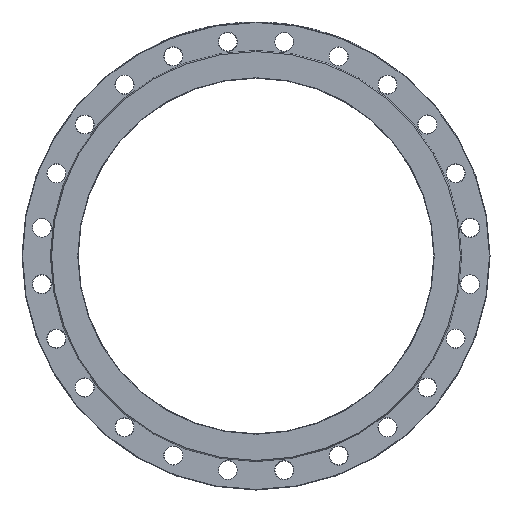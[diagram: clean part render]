
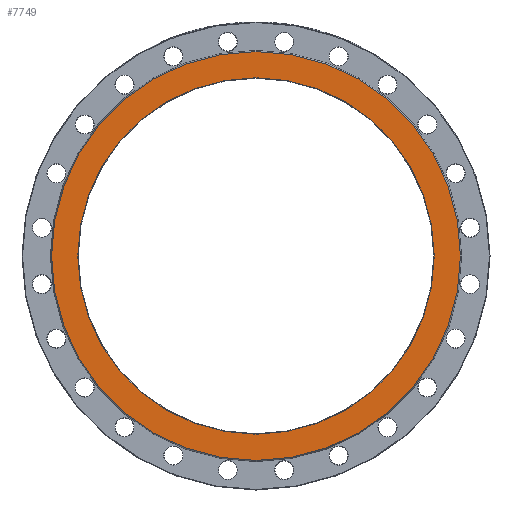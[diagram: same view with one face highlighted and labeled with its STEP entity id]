
A CAD part, left-side view. The second image highlights one B-rep face of the part: STEP entity #7749.
In plain terms, the highlighted planar face has unit normal (-1, 0, 0).
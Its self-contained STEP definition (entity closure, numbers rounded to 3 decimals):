
#416 = EDGE_CURVE ( 'NONE', #6455, #6455, #2752, .T. ) ;
#789 = DIRECTION ( 'NONE',  ( 0., 0., 1. ) ) ;
#840 = VERTEX_POINT ( 'NONE', #1004 ) ;
#1004 = CARTESIAN_POINT ( 'NONE',  ( 0., 0., 397.5 ) ) ;
#1026 = FACE_BOUND ( 'NONE', #3969, .T. ) ;
#1079 = DIRECTION ( 'NONE',  ( 1., 0., 0. ) ) ;
#1529 = CARTESIAN_POINT ( 'NONE',  ( 0., 0., -346.6 ) ) ;
#1765 = FACE_OUTER_BOUND ( 'NONE', #3472, .T. ) ;
#1908 = CARTESIAN_POINT ( 'NONE',  ( 0., 0., 0. ) ) ;
#2499 = CARTESIAN_POINT ( 'NONE',  ( 0., 0., 0. ) ) ;
#2752 = CIRCLE ( 'NONE', #10089, 346.6 ) ;
#3155 = EDGE_CURVE ( 'NONE', #840, #840, #8970, .T. ) ;
#3472 = EDGE_LOOP ( 'NONE', ( #9445 ) ) ;
#3969 = EDGE_LOOP ( 'NONE', ( #4741 ) ) ;
#4284 = DIRECTION ( 'NONE',  ( 0., 0., -1. ) ) ;
#4740 = DIRECTION ( 'NONE',  ( -1., 0., 0. ) ) ;
#4741 = ORIENTED_EDGE ( 'NONE', *, *, #416, .T. ) ;
#4864 = AXIS2_PLACEMENT_3D ( 'NONE', #2499, #4740, #789 ) ;
#6455 = VERTEX_POINT ( 'NONE', #1529 ) ;
#6787 = DIRECTION ( 'NONE',  ( 0., 0., -1. ) ) ;
#7749 = ADVANCED_FACE ( 'NONE', ( #1026, #1765 ), #8299, .F. ) ;
#8299 = PLANE ( 'NONE',  #10045 ) ;
#8339 = DIRECTION ( 'NONE',  ( 1., 0., 0. ) ) ;
#8970 = CIRCLE ( 'NONE', #4864, 397.5 ) ;
#9445 = ORIENTED_EDGE ( 'NONE', *, *, #3155, .T. ) ;
#10045 = AXIS2_PLACEMENT_3D ( 'NONE', #10046, #1079, #4284 ) ;
#10046 = CARTESIAN_POINT ( 'NONE',  ( 0., 345.6, 0. ) ) ;
#10089 = AXIS2_PLACEMENT_3D ( 'NONE', #1908, #8339, #6787 ) ;
